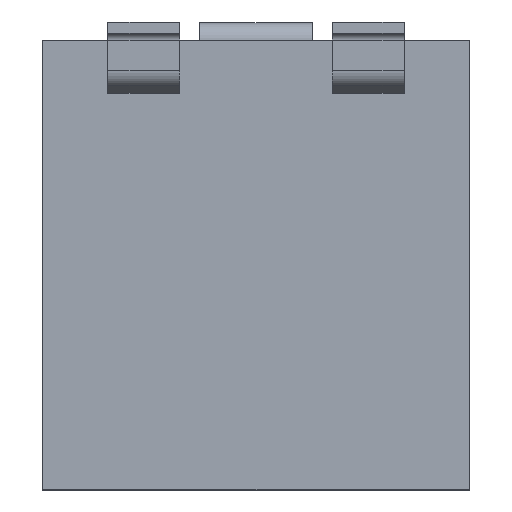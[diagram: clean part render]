
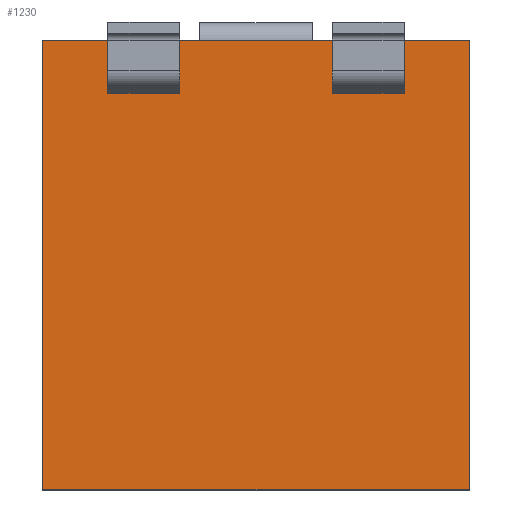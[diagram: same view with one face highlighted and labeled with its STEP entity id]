
A CAD part, top view. The second image highlights one B-rep face of the part: STEP entity #1230.
In plain terms, the highlighted planar face has unit normal (0, 0, 1).
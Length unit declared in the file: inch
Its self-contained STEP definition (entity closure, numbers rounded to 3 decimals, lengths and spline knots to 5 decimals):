
#2=DIRECTION('',(1.,0.,0.));
#3=VECTOR('',#2,0.19);
#4=CARTESIAN_POINT('',(-0.107,0.11,0.));
#5=LINE('',#4,#3);
#6=DIRECTION('',(0.,-1.,0.));
#7=VECTOR('',#6,0.2);
#8=CARTESIAN_POINT('',(0.083,0.11,0.));
#9=LINE('',#8,#7);
#10=DIRECTION('',(1.,0.,0.));
#11=VECTOR('',#10,0.032);
#12=CARTESIAN_POINT('',(-0.078,0.08643,0.));
#13=LINE('',#12,#11);
#14=DIRECTION('',(1.,0.,0.));
#15=VECTOR('',#14,0.032);
#16=CARTESIAN_POINT('',(0.022,0.08643,0.));
#17=LINE('',#16,#15);
#102=DIRECTION('',(0.,-1.,0.));
#103=VECTOR('',#102,0.2);
#104=CARTESIAN_POINT('',(-0.107,0.11,0.));
#105=LINE('',#104,#103);
#106=DIRECTION('',(1.,0.,0.));
#107=VECTOR('',#106,0.19);
#108=CARTESIAN_POINT('',(-0.107,-0.09,0.));
#109=LINE('',#108,#107);
#496=DIRECTION('',(0.,1.,0.));
#497=VECTOR('',#496,0.00618);
#498=CARTESIAN_POINT('',(-0.078,0.08643,0.));
#499=LINE('',#498,#497);
#504=DIRECTION('',(1.,0.,0.));
#505=VECTOR('',#504,0.032);
#506=CARTESIAN_POINT('',(-0.078,0.09261,0.));
#507=LINE('',#506,#505);
#516=DIRECTION('',(0.,-1.,0.));
#517=VECTOR('',#516,0.00618);
#518=CARTESIAN_POINT('',(-0.046,0.09261,0.));
#519=LINE('',#518,#517);
#720=DIRECTION('',(0.,1.,0.));
#721=VECTOR('',#720,0.00618);
#722=CARTESIAN_POINT('',(0.022,0.08643,0.));
#723=LINE('',#722,#721);
#728=DIRECTION('',(1.,0.,0.));
#729=VECTOR('',#728,0.032);
#730=CARTESIAN_POINT('',(0.022,0.09261,0.));
#731=LINE('',#730,#729);
#740=DIRECTION('',(0.,-1.,0.));
#741=VECTOR('',#740,0.00618);
#742=CARTESIAN_POINT('',(0.054,0.09261,0.));
#743=LINE('',#742,#741);
#940=CARTESIAN_POINT('',(-0.107,0.11,0.));
#941=CARTESIAN_POINT('',(0.083,0.11,0.));
#942=VERTEX_POINT('',#940);
#943=VERTEX_POINT('',#941);
#944=CARTESIAN_POINT('',(0.083,-0.09,0.));
#945=VERTEX_POINT('',#944);
#946=CARTESIAN_POINT('',(-0.107,-0.09,0.));
#947=VERTEX_POINT('',#946);
#948=CARTESIAN_POINT('',(-0.078,0.08643,0.));
#949=CARTESIAN_POINT('',(-0.046,0.08643,0.));
#950=VERTEX_POINT('',#948);
#951=VERTEX_POINT('',#949);
#952=CARTESIAN_POINT('',(-0.046,0.09261,0.));
#953=VERTEX_POINT('',#952);
#954=CARTESIAN_POINT('',(-0.078,0.09261,0.));
#955=VERTEX_POINT('',#954);
#956=CARTESIAN_POINT('',(0.022,0.08643,0.));
#957=CARTESIAN_POINT('',(0.054,0.08643,0.));
#958=VERTEX_POINT('',#956);
#959=VERTEX_POINT('',#957);
#960=CARTESIAN_POINT('',(0.054,0.09261,0.));
#961=VERTEX_POINT('',#960);
#962=CARTESIAN_POINT('',(0.022,0.09261,0.));
#963=VERTEX_POINT('',#962);
#1195=CARTESIAN_POINT('',(-0.012,0.01,0.));
#1196=DIRECTION('',(0.,0.,1.));
#1197=DIRECTION('',(-1.,0.,0.));
#1198=AXIS2_PLACEMENT_3D('',#1195,#1196,#1197);
#1199=PLANE('',#1198);
#1201=ORIENTED_EDGE('',*,*,#1200,.T.);
#1203=ORIENTED_EDGE('',*,*,#1202,.T.);
#1205=ORIENTED_EDGE('',*,*,#1204,.F.);
#1207=ORIENTED_EDGE('',*,*,#1206,.F.);
#1208=EDGE_LOOP('',(#1201,#1203,#1205,#1207));
#1209=FACE_OUTER_BOUND('',#1208,.F.);
#1211=ORIENTED_EDGE('',*,*,#1210,.T.);
#1213=ORIENTED_EDGE('',*,*,#1212,.F.);
#1215=ORIENTED_EDGE('',*,*,#1214,.F.);
#1217=ORIENTED_EDGE('',*,*,#1216,.F.);
#1218=EDGE_LOOP('',(#1211,#1213,#1215,#1217));
#1219=FACE_BOUND('',#1218,.F.);
#1221=ORIENTED_EDGE('',*,*,#1220,.T.);
#1223=ORIENTED_EDGE('',*,*,#1222,.F.);
#1225=ORIENTED_EDGE('',*,*,#1224,.F.);
#1227=ORIENTED_EDGE('',*,*,#1226,.F.);
#1228=EDGE_LOOP('',(#1221,#1223,#1225,#1227));
#1229=FACE_BOUND('',#1228,.F.);
#1230=ADVANCED_FACE('',(#1209,#1219,#1229),#1199,.T.);
#1200=EDGE_CURVE('',#942,#943,#5,.T.);
#1202=EDGE_CURVE('',#943,#945,#9,.T.);
#1204=EDGE_CURVE('',#947,#945,#109,.T.);
#1206=EDGE_CURVE('',#942,#947,#105,.T.);
#1210=EDGE_CURVE('',#950,#951,#13,.T.);
#1212=EDGE_CURVE('',#953,#951,#519,.T.);
#1214=EDGE_CURVE('',#955,#953,#507,.T.);
#1216=EDGE_CURVE('',#950,#955,#499,.T.);
#1220=EDGE_CURVE('',#958,#959,#17,.T.);
#1222=EDGE_CURVE('',#961,#959,#743,.T.);
#1224=EDGE_CURVE('',#963,#961,#731,.T.);
#1226=EDGE_CURVE('',#958,#963,#723,.T.);
